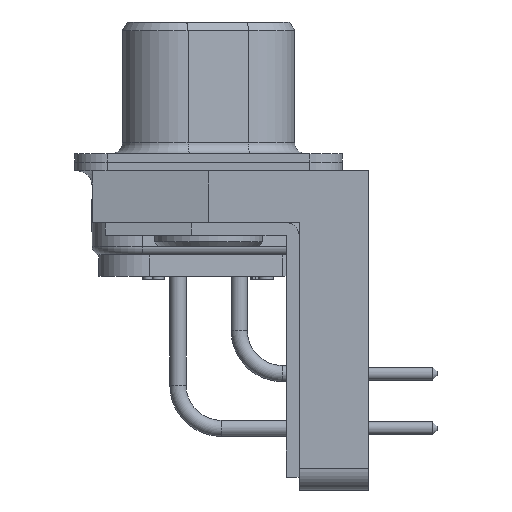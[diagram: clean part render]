
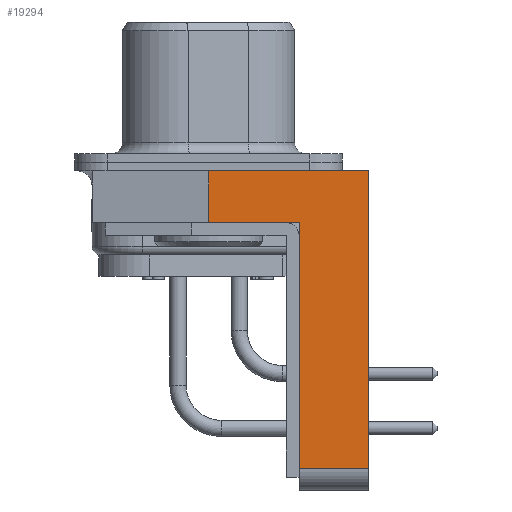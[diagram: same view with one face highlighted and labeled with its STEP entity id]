
A CAD part, left-side view. The second image highlights one B-rep face of the part: STEP entity #19294.
In plain terms, the highlighted planar face has unit normal (-1, 0, 0).
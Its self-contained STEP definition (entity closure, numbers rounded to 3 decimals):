
#5596=ORIENTED_EDGE('',*,*,#9002,.F.);
#5597=ORIENTED_EDGE('',*,*,#9003,.F.);
#5598=ORIENTED_EDGE('',*,*,#8993,.F.);
#5599=ORIENTED_EDGE('',*,*,#9004,.T.);
#5600=ORIENTED_EDGE('',*,*,#8997,.T.);
#5601=ORIENTED_EDGE('',*,*,#9005,.T.);
#8993=EDGE_CURVE('',#11026,#11027,#12511,.T.);
#8997=EDGE_CURVE('',#11031,#11030,#12514,.T.);
#9002=EDGE_CURVE('',#11035,#11036,#12519,.T.);
#9003=EDGE_CURVE('',#11027,#11035,#12520,.T.);
#9004=EDGE_CURVE('',#11026,#11031,#12521,.T.);
#9005=EDGE_CURVE('',#11030,#11036,#12522,.T.);
#11026=VERTEX_POINT('',#36084);
#11027=VERTEX_POINT('',#36086);
#11030=VERTEX_POINT('',#36093);
#11031=VERTEX_POINT('',#36095);
#11035=VERTEX_POINT('',#36105);
#11036=VERTEX_POINT('',#36106);
#12511=LINE('',#36085,#13950);
#12514=LINE('',#36094,#13953);
#12519=LINE('',#36104,#13958);
#12520=LINE('',#36107,#13959);
#12521=LINE('',#36108,#13960);
#12522=LINE('',#36109,#13961);
#13950=VECTOR('',#26626,1000.);
#13953=VECTOR('',#26633,1000.);
#13958=VECTOR('',#26640,1000.);
#13959=VECTOR('',#26641,1000.);
#13960=VECTOR('',#26642,1000.);
#13961=VECTOR('',#26643,1000.);
#15599=EDGE_LOOP('',(#5596,#5597,#5598,#5599,#5600,#5601));
#17253=FACE_BOUND('',#15599,.T.);
#18283=PLANE('',#22327);
#19294=ADVANCED_FACE('',(#17253),#18283,.T.);
#22327=AXIS2_PLACEMENT_3D('',#36103,#26638,#26639);
#26626=DIRECTION('',(0.,-1.,0.));
#26633=DIRECTION('',(0.,-1.,0.));
#26638=DIRECTION('',(-1.,0.,0.));
#26639=DIRECTION('',(0.,0.,1.));
#26640=DIRECTION('',(0.,1.,0.));
#26641=DIRECTION('',(0.,0.,-1.));
#26642=DIRECTION('',(0.,0.,-1.));
#26643=DIRECTION('',(0.,0.,-1.));
#36084=CARTESIAN_POINT('',(-26.42,7.4,0.));
#36085=CARTESIAN_POINT('',(-26.42,7.4,0.));
#36086=CARTESIAN_POINT('',(-26.42,0.,0.));
#36093=CARTESIAN_POINT('',(-26.42,3.2,-2.4));
#36094=CARTESIAN_POINT('',(-26.42,7.4,-2.4));
#36095=CARTESIAN_POINT('',(-26.42,7.4,-2.4));
#36103=CARTESIAN_POINT('',(-26.42,7.4,0.));
#36104=CARTESIAN_POINT('',(-26.42,4.5,-13.8));
#36105=CARTESIAN_POINT('',(-26.42,0.,-13.8));
#36106=CARTESIAN_POINT('',(-26.42,3.2,-13.8));
#36107=CARTESIAN_POINT('',(-26.42,0.,0.));
#36108=CARTESIAN_POINT('',(-26.42,7.4,0.));
#36109=CARTESIAN_POINT('',(-26.42,3.2,-2.4));
